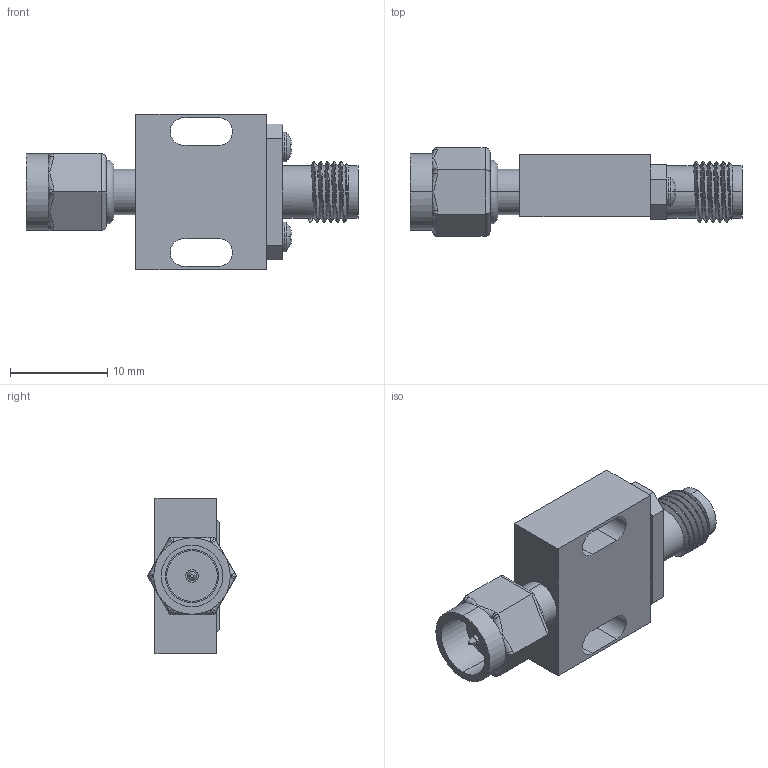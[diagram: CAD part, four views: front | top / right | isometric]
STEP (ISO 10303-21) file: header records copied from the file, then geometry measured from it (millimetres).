
FILE_DESCRIPTION (( 'STEP AP203' ), '1' );
FILE_NAME ('FMLM2009_3D.STEP', '2021-08-12T16:38:57', ( '' ), ( '' ), 'SwSTEP 2.0', 'SolidWorks 2021', '' );
FILE_SCHEMA (( 'CONFIG_CONTROL_DESIGN' ));
Length unit declared in the file: inch
Products named in the file (6): PE80L2009_PP15A1012; SMA-MALE-141; FMLM2009_3D; SMA-MALE-PIN; SMA FE___
Assembly tree (5 placements, depth 3):
  FMLM2009_3D
    PE80L2009_PP15A1012
    SMA FE___
    SMA-MALE-141
      SMA-MALE-141
      SMA-MALE-PIN
Bounding box: 34.16 x 9.15 x 16 mm (x, y, z)
Volume: 1766.7 mm3; surface area: 2176.7 mm2
Topology: 6 solids, 6 shells, 498 faces, 1281 edges, 842 vertices
Faces by surface type: plane 338, cylinder 84, bspline 49, cone 17, torus 10
Entity records: 18891 total; most frequent: CARTESIAN_POINT 6466, ORIENTED_EDGE 2560, DIRECTION 2195, EDGE_CURVE 1280, LINE 945, VECTOR 945, VERTEX_POINT 840, AXIS2_PLACEMENT_3D 625
